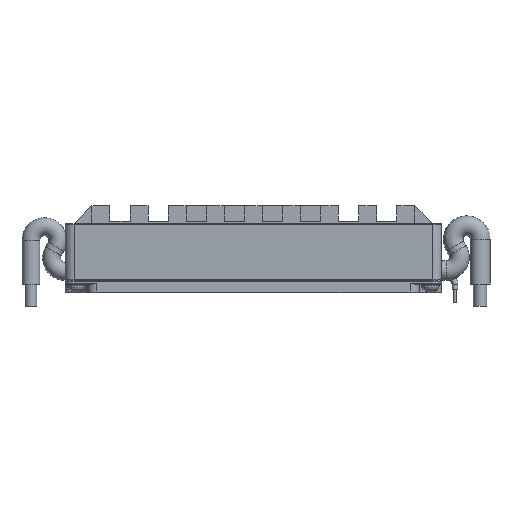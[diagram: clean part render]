
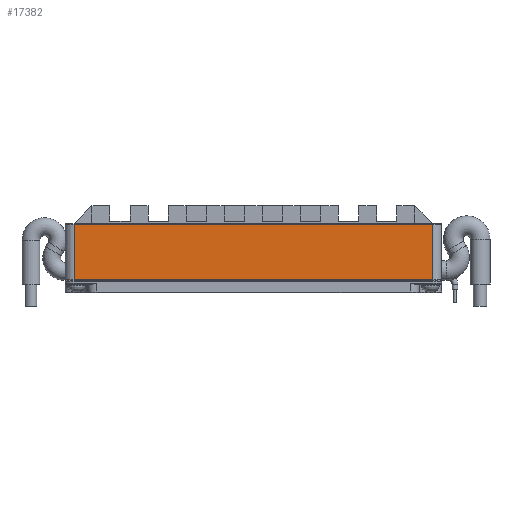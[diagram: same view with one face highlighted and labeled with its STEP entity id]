
A CAD part, front view. The second image highlights one B-rep face of the part: STEP entity #17382.
In plain terms, the highlighted planar face has unit normal (0, -1, 0).
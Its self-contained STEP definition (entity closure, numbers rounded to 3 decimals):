
#7657 = CYLINDRICAL_SURFACE('',#7658,2.);
#7658 = AXIS2_PLACEMENT_3D('',#7659,#7660,#7661);
#7659 = CARTESIAN_POINT('',(82.,2.,0.));
#7660 = DIRECTION('',(0.,0.,1.));
#7661 = DIRECTION('',(0.,-1.,0.));
#8824 = CYLINDRICAL_SURFACE('',#8825,2.);
#8825 = AXIS2_PLACEMENT_3D('',#8826,#8827,#8828);
#8826 = CARTESIAN_POINT('',(2.,2.,0.));
#8827 = DIRECTION('',(0.,0.,1.));
#8828 = DIRECTION('',(0.,-1.,0.));
#12019 = EDGE_CURVE('',#12020,#12022,#12024,.T.);
#12020 = VERTEX_POINT('',#12021);
#12021 = CARTESIAN_POINT('',(82.,0.,0.2));
#12022 = VERTEX_POINT('',#12023);
#12023 = CARTESIAN_POINT('',(82.,0.,12.5));
#12024 = SURFACE_CURVE('',#12025,(#12029,#12036),.PCURVE_S1.);
#12025 = LINE('',#12026,#12027);
#12026 = CARTESIAN_POINT('',(82.,0.,0.));
#12027 = VECTOR('',#12028,1.);
#12028 = DIRECTION('',(0.,0.,1.));
#12029 = PCURVE('',#7657,#12030);
#12030 = DEFINITIONAL_REPRESENTATION('',(#12031),#12035);
#12031 = LINE('',#12032,#12033);
#12032 = CARTESIAN_POINT('',(0.,0.));
#12033 = VECTOR('',#12034,1.);
#12034 = DIRECTION('',(0.,1.));
#12035 = ( GEOMETRIC_REPRESENTATION_CONTEXT(2) 
PARAMETRIC_REPRESENTATION_CONTEXT() REPRESENTATION_CONTEXT('2D SPACE',''
  ) );
#12036 = PCURVE('',#12037,#12042);
#12037 = PLANE('',#12038);
#12038 = AXIS2_PLACEMENT_3D('',#12039,#12040,#12041);
#12039 = CARTESIAN_POINT('',(0.,0.,0.));
#12040 = DIRECTION('',(0.,1.,0.));
#12041 = DIRECTION('',(1.,0.,0.));
#12042 = DEFINITIONAL_REPRESENTATION('',(#12043),#12047);
#12043 = LINE('',#12044,#12045);
#12044 = CARTESIAN_POINT('',(82.,0.));
#12045 = VECTOR('',#12046,1.);
#12046 = DIRECTION('',(0.,-1.));
#12047 = ( GEOMETRIC_REPRESENTATION_CONTEXT(2) 
PARAMETRIC_REPRESENTATION_CONTEXT() REPRESENTATION_CONTEXT('2D SPACE',''
  ) );
#13693 = VERTEX_POINT('',#13694);
#13694 = CARTESIAN_POINT('',(2.,0.,12.5));
#13772 = VERTEX_POINT('',#13773);
#13773 = CARTESIAN_POINT('',(2.,0.,0.2));
#13800 = EDGE_CURVE('',#13772,#13693,#13801,.T.);
#13801 = SURFACE_CURVE('',#13802,(#13806,#13813),.PCURVE_S1.);
#13802 = LINE('',#13803,#13804);
#13803 = CARTESIAN_POINT('',(2.,0.,0.));
#13804 = VECTOR('',#13805,1.);
#13805 = DIRECTION('',(0.,0.,1.));
#13806 = PCURVE('',#8824,#13807);
#13807 = DEFINITIONAL_REPRESENTATION('',(#13808),#13812);
#13808 = LINE('',#13809,#13810);
#13809 = CARTESIAN_POINT('',(6.283,0.));
#13810 = VECTOR('',#13811,1.);
#13811 = DIRECTION('',(-0.,1.));
#13812 = ( GEOMETRIC_REPRESENTATION_CONTEXT(2) 
PARAMETRIC_REPRESENTATION_CONTEXT() REPRESENTATION_CONTEXT('2D SPACE',''
  ) );
#13813 = PCURVE('',#12037,#13814);
#13814 = DEFINITIONAL_REPRESENTATION('',(#13815),#13819);
#13815 = LINE('',#13816,#13817);
#13816 = CARTESIAN_POINT('',(2.,0.));
#13817 = VECTOR('',#13818,1.);
#13818 = DIRECTION('',(0.,-1.));
#13819 = ( GEOMETRIC_REPRESENTATION_CONTEXT(2) 
PARAMETRIC_REPRESENTATION_CONTEXT() REPRESENTATION_CONTEXT('2D SPACE',''
  ) );
#16204 = CYLINDRICAL_SURFACE('',#16205,0.2);
#16205 = AXIS2_PLACEMENT_3D('',#16206,#16207,#16208);
#16206 = CARTESIAN_POINT('',(2.,0.2,0.2));
#16207 = DIRECTION('',(1.,0.,0.));
#16208 = DIRECTION('',(0.,0.,-1.));
#17382 = ADVANCED_FACE('',(#17383),#12037,.F.);
#17383 = FACE_BOUND('',#17384,.F.);
#17384 = EDGE_LOOP('',(#17385,#17386,#17407,#17408));
#17385 = ORIENTED_EDGE('',*,*,#12019,.F.);
#17386 = ORIENTED_EDGE('',*,*,#17387,.F.);
#17387 = EDGE_CURVE('',#13772,#12020,#17388,.T.);
#17388 = SURFACE_CURVE('',#17389,(#17393,#17400),.PCURVE_S1.);
#17389 = LINE('',#17390,#17391);
#17390 = CARTESIAN_POINT('',(2.,0.,0.2));
#17391 = VECTOR('',#17392,1.);
#17392 = DIRECTION('',(1.,0.,0.));
#17393 = PCURVE('',#12037,#17394);
#17394 = DEFINITIONAL_REPRESENTATION('',(#17395),#17399);
#17395 = LINE('',#17396,#17397);
#17396 = CARTESIAN_POINT('',(2.,-0.2));
#17397 = VECTOR('',#17398,1.);
#17398 = DIRECTION('',(1.,0.));
#17399 = ( GEOMETRIC_REPRESENTATION_CONTEXT(2) 
PARAMETRIC_REPRESENTATION_CONTEXT() REPRESENTATION_CONTEXT('2D SPACE',''
  ) );
#17400 = PCURVE('',#16204,#17401);
#17401 = DEFINITIONAL_REPRESENTATION('',(#17402),#17406);
#17402 = LINE('',#17403,#17404);
#17403 = CARTESIAN_POINT('',(4.712,0.));
#17404 = VECTOR('',#17405,1.);
#17405 = DIRECTION('',(-0.,1.));
#17406 = ( GEOMETRIC_REPRESENTATION_CONTEXT(2) 
PARAMETRIC_REPRESENTATION_CONTEXT() REPRESENTATION_CONTEXT('2D SPACE',''
  ) );
#17407 = ORIENTED_EDGE('',*,*,#13800,.T.);
#17408 = ORIENTED_EDGE('',*,*,#17409,.F.);
#17409 = EDGE_CURVE('',#12022,#13693,#17410,.T.);
#17410 = SURFACE_CURVE('',#17411,(#17415,#17422),.PCURVE_S1.);
#17411 = LINE('',#17412,#17413);
#17412 = CARTESIAN_POINT('',(82.,0.,12.5));
#17413 = VECTOR('',#17414,1.);
#17414 = DIRECTION('',(-1.,-0.,-0.));
#17415 = PCURVE('',#12037,#17416);
#17416 = DEFINITIONAL_REPRESENTATION('',(#17417),#17421);
#17417 = LINE('',#17418,#17419);
#17418 = CARTESIAN_POINT('',(82.,-12.5));
#17419 = VECTOR('',#17420,1.);
#17420 = DIRECTION('',(-1.,0.));
#17421 = ( GEOMETRIC_REPRESENTATION_CONTEXT(2) 
PARAMETRIC_REPRESENTATION_CONTEXT() REPRESENTATION_CONTEXT('2D SPACE',''
  ) );
#17422 = PCURVE('',#17423,#17428);
#17423 = CYLINDRICAL_SURFACE('',#17424,0.2);
#17424 = AXIS2_PLACEMENT_3D('',#17425,#17426,#17427);
#17425 = CARTESIAN_POINT('',(82.,0.2,12.5));
#17426 = DIRECTION('',(-1.,-0.,-0.));
#17427 = DIRECTION('',(0.,-1.,0.));
#17428 = DEFINITIONAL_REPRESENTATION('',(#17429),#17433);
#17429 = LINE('',#17430,#17431);
#17430 = CARTESIAN_POINT('',(0.,0.));
#17431 = VECTOR('',#17432,1.);
#17432 = DIRECTION('',(0.,1.));
#17433 = ( GEOMETRIC_REPRESENTATION_CONTEXT(2) 
PARAMETRIC_REPRESENTATION_CONTEXT() REPRESENTATION_CONTEXT('2D SPACE',''
  ) );
